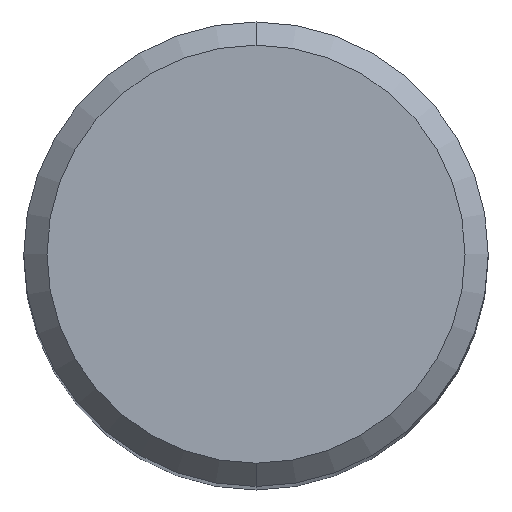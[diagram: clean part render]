
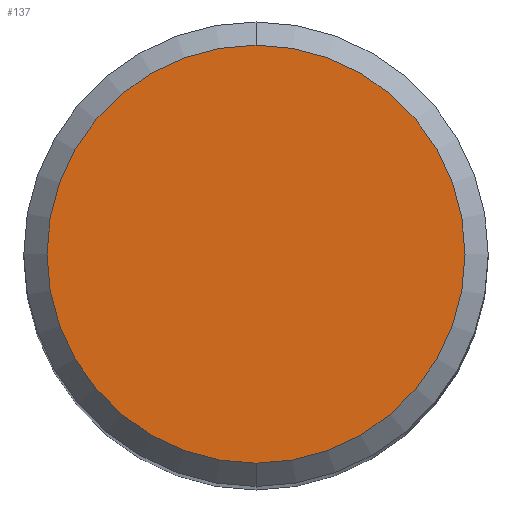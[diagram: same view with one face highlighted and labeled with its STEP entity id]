
A CAD part, top view. The second image highlights one B-rep face of the part: STEP entity #137.
In plain terms, the highlighted planar face has unit normal (0, 0, 1).
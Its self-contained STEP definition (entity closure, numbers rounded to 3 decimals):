
#115=EDGE_CURVE('',#193,#147,#267,.T.);
#137=ADVANCED_FACE('',(#292),#293,.T.);
#147=VERTEX_POINT('',#304);
#193=VERTEX_POINT('',#356);
#203=EDGE_CURVE('',#147,#193,#367,.T.);
#267=CIRCLE('',#431,4.5);
#292=FACE_OUTER_BOUND('',#466,.T.);
#293=PLANE('',#467);
#304=CARTESIAN_POINT('',(0.,-4.5,0.0));
#356=CARTESIAN_POINT('',(0.0,4.5,0.0));
#367=CIRCLE('',#563,4.5);
#431=AXIS2_PLACEMENT_3D('',#613,#614,#615);
#466=EDGE_LOOP('',(#654,#655));
#467=AXIS2_PLACEMENT_3D('',#656,#657,#658);
#563=AXIS2_PLACEMENT_3D('',#748,#749,#750);
#613=CARTESIAN_POINT('',(0.0,0.0,0.0));
#614=DIRECTION('',(0.0,0.0,-1.0));
#615=DIRECTION('',(0.0,1.0,0.0));
#654=ORIENTED_EDGE('',*,*,#115,.F.);
#655=ORIENTED_EDGE('',*,*,#203,.F.);
#656=CARTESIAN_POINT('',(0.0,2.25,0.0));
#657=DIRECTION('',(-0.0,0.0,1.0));
#658=DIRECTION('',(0.0,-1.0,0.0));
#748=CARTESIAN_POINT('',(0.0,0.0,0.0));
#749=DIRECTION('',(0.0,0.0,-1.0));
#750=DIRECTION('',(0.0,1.0,0.0));
